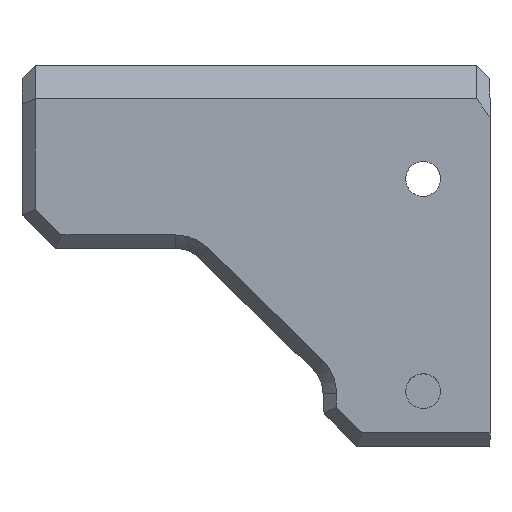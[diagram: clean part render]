
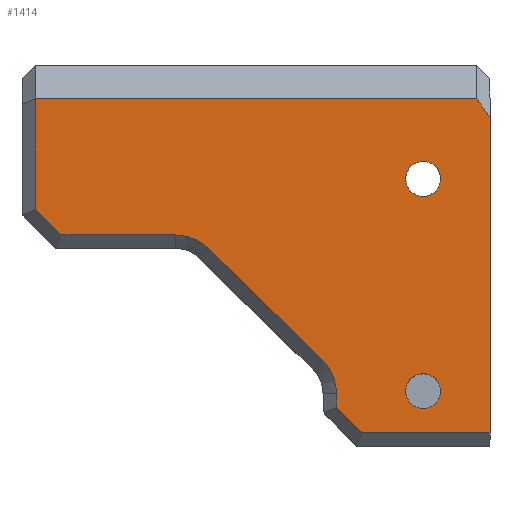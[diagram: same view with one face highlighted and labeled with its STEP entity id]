
A CAD part, top view. The second image highlights one B-rep face of the part: STEP entity #1414.
In plain terms, the highlighted planar face has unit normal (0, 0, 1).
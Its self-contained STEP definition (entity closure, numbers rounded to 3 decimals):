
#1 = EDGE_CURVE ( 'NONE', #2468, #23, #1093, .T. ) ;
#21 = DIRECTION ( 'NONE',  ( -1., 0., 0. ) ) ;
#23 = VERTEX_POINT ( 'NONE', #2360 ) ;
#29 = AXIS2_PLACEMENT_3D ( 'NONE', #283, #1983, #527 ) ;
#37 = CARTESIAN_POINT ( 'NONE',  ( 35., -51.6, -32. ) ) ;
#44 = DIRECTION ( 'NONE',  ( -1., 0., 0. ) ) ;
#106 = DIRECTION ( 'NONE',  ( -0.707, 0.707, 0. ) ) ;
#149 = VERTEX_POINT ( 'NONE', #37 ) ;
#158 = VECTOR ( 'NONE', #2864, 1000. ) ;
#164 = DIRECTION ( 'NONE',  ( -0.707, 0.707, 0. ) ) ;
#179 = ORIENTED_EDGE ( 'NONE', *, *, #493, .F. ) ;
#190 = CARTESIAN_POINT ( 'NONE',  ( 35., -4.428, -32. ) ) ;
#261 = AXIS2_PLACEMENT_3D ( 'NONE', #1200, #666, #1442 ) ;
#281 = EDGE_CURVE ( 'NONE', #3038, #2177, #380, .T. ) ;
#283 = CARTESIAN_POINT ( 'NONE',  ( 25., -13.6, -32. ) ) ;
#288 = CARTESIAN_POINT ( 'NONE',  ( -33., -1.6, -32. ) ) ;
#309 = LINE ( 'NONE', #1282, #1730 ) ;
#341 = ORIENTED_EDGE ( 'NONE', *, *, #1864, .T. ) ;
#380 = LINE ( 'NONE', #2985, #1546 ) ;
#479 = EDGE_CURVE ( 'NONE', #2323, #2332, #1855, .T. ) ;
#489 = CARTESIAN_POINT ( 'NONE',  ( -29.172, -21.99, -32. ) ) ;
#493 = EDGE_CURVE ( 'NONE', #506, #149, #2794, .T. ) ;
#506 = VERTEX_POINT ( 'NONE', #190 ) ;
#527 = DIRECTION ( 'NONE',  ( -1., 0., 0. ) ) ;
#587 = CARTESIAN_POINT ( 'NONE',  ( 25., -13.6, -32. ) ) ;
#597 = CARTESIAN_POINT ( 'NONE',  ( 9.927, -40.7, -32. ) ) ;
#600 = CIRCLE ( 'NONE', #2441, 2.6 ) ;
#601 = DIRECTION ( 'NONE',  ( 0., 0., 1. ) ) ;
#617 = CARTESIAN_POINT ( 'NONE',  ( 0., 0., -32. ) ) ;
#621 = DIRECTION ( 'NONE',  ( -1., 0., 0. ) ) ;
#628 = ORIENTED_EDGE ( 'NONE', *, *, #1253, .F. ) ;
#633 = CARTESIAN_POINT ( 'NONE',  ( 5.03, -45.702, -32. ) ) ;
#653 = CIRCLE ( 'NONE', #261, 2.6 ) ;
#666 = DIRECTION ( 'NONE',  ( 0., 0., -1. ) ) ;
#703 = EDGE_CURVE ( 'NONE', #1695, #2731, #1556, .T. ) ;
#726 = ORIENTED_EDGE ( 'NONE', *, *, #281, .F. ) ;
#747 = CARTESIAN_POINT ( 'NONE',  ( -7.143, -23.988, -32. ) ) ;
#748 = DIRECTION ( 'NONE',  ( -0.715, 0.7, 0. ) ) ;
#770 = ORIENTED_EDGE ( 'NONE', *, *, #1240, .T. ) ;
#783 = CARTESIAN_POINT ( 'NONE',  ( 12.03, -47.772, -32. ) ) ;
#807 = DIRECTION ( 'NONE',  ( -1., 0., 0. ) ) ;
#862 = DIRECTION ( 'NONE',  ( 1., 0., 0. ) ) ;
#870 = ORIENTED_EDGE ( 'NONE', *, *, #1237, .T. ) ;
#907 = VECTOR ( 'NONE', #164, 1000. ) ;
#970 = CARTESIAN_POINT ( 'NONE',  ( -33., -18.162, -32. ) ) ;
#991 = CARTESIAN_POINT ( 'NONE',  ( -33., 3.4, -32. ) ) ;
#1033 = EDGE_CURVE ( 'NONE', #23, #1997, #2391, .T. ) ;
#1038 = DIRECTION ( 'NONE',  ( 0., 1., 0. ) ) ;
#1093 = LINE ( 'NONE', #1424, #1398 ) ;
#1195 = VECTOR ( 'NONE', #1218, 1000. ) ;
#1200 = CARTESIAN_POINT ( 'NONE',  ( 25., -45.35, -32. ) ) ;
#1218 = DIRECTION ( 'NONE',  ( -1., 0., 0. ) ) ;
#1237 = EDGE_CURVE ( 'NONE', #2315, #2411, #600, .T. ) ;
#1240 = EDGE_CURVE ( 'NONE', #2731, #1695, #2040, .T. ) ;
#1253 = EDGE_CURVE ( 'NONE', #2235, #3038, #2191, .T. ) ;
#1282 = CARTESIAN_POINT ( 'NONE',  ( -17.871, -17.871, -32. ) ) ;
#1291 = EDGE_CURVE ( 'NONE', #1446, #2468, #309, .T. ) ;
#1338 = PLANE ( 'NONE',  #2591 ) ;
#1350 = ORIENTED_EDGE ( 'NONE', *, *, #2163, .F. ) ;
#1358 = DIRECTION ( 'NONE',  ( -1., 0., 0. ) ) ;
#1359 = CARTESIAN_POINT ( 'NONE',  ( -12.04, -28.99, -32. ) ) ;
#1383 = AXIS2_PLACEMENT_3D ( 'NONE', #633, #3013, #1358 ) ;
#1398 = VECTOR ( 'NONE', #2405, 1000. ) ;
#1414 = ADVANCED_FACE ( 'NONE', ( #1837, #2762, #2299 ), #1338, .T. ) ;
#1422 = CARTESIAN_POINT ( 'NONE',  ( -33., -21.99, -32. ) ) ;
#1424 = CARTESIAN_POINT ( 'NONE',  ( 12.03, -45.702, -32. ) ) ;
#1442 = DIRECTION ( 'NONE',  ( -1., 0., 0. ) ) ;
#1446 = VERTEX_POINT ( 'NONE', #1540 ) ;
#1456 = LINE ( 'NONE', #1422, #1745 ) ;
#1537 = ORIENTED_EDGE ( 'NONE', *, *, #1, .F. ) ;
#1540 = CARTESIAN_POINT ( 'NONE',  ( 15.858, -51.6, -32. ) ) ;
#1546 = VECTOR ( 'NONE', #862, 1000. ) ;
#1556 = CIRCLE ( 'NONE', #29, 2.6 ) ;
#1603 = EDGE_CURVE ( 'NONE', #2177, #506, #2621, .T. ) ;
#1609 = EDGE_LOOP ( 'NONE', ( #1747, #770 ) ) ;
#1613 = VERTEX_POINT ( 'NONE', #489 ) ;
#1619 = DIRECTION ( 'NONE',  ( 0., -1., 0. ) ) ;
#1625 = ORIENTED_EDGE ( 'NONE', *, *, #1033, .F. ) ;
#1668 = CARTESIAN_POINT ( 'NONE',  ( -7.143, -23.988, -32. ) ) ;
#1671 = CARTESIAN_POINT ( 'NONE',  ( -32., -51.6, -32. ) ) ;
#1679 = CARTESIAN_POINT ( 'NONE',  ( 27.6, -13.6, -32. ) ) ;
#1695 = VERTEX_POINT ( 'NONE', #2915 ) ;
#1730 = VECTOR ( 'NONE', #106, 1000. ) ;
#1745 = VECTOR ( 'NONE', #21, 1000. ) ;
#1747 = ORIENTED_EDGE ( 'NONE', *, *, #703, .T. ) ;
#1795 = VECTOR ( 'NONE', #748, 1000. ) ;
#1819 = EDGE_CURVE ( 'NONE', #149, #1446, #2057, .T. ) ;
#1830 = ORIENTED_EDGE ( 'NONE', *, *, #1291, .F. ) ;
#1837 = FACE_OUTER_BOUND ( 'NONE', #2038, .T. ) ;
#1855 = CIRCLE ( 'NONE', #2108, 7. ) ;
#1864 = EDGE_CURVE ( 'NONE', #2411, #2315, #653, .T. ) ;
#1870 = ORIENTED_EDGE ( 'NONE', *, *, #1603, .F. ) ;
#1962 = CARTESIAN_POINT ( 'NONE',  ( 27.6, -45.35, -32. ) ) ;
#1983 = DIRECTION ( 'NONE',  ( 0., 0., -1. ) ) ;
#1997 = VERTEX_POINT ( 'NONE', #597 ) ;
#2030 = DIRECTION ( 'NONE',  ( -1., 0., 0. ) ) ;
#2038 = EDGE_LOOP ( 'NONE', ( #2086, #2043, #2172, #1625, #1537, #1830, #3003, #179, #1870, #726, #628, #1350 ) ) ;
#2040 = CIRCLE ( 'NONE', #2829, 2.6 ) ;
#2043 = ORIENTED_EDGE ( 'NONE', *, *, #479, .F. ) ;
#2057 = LINE ( 'NONE', #1671, #1195 ) ;
#2086 = ORIENTED_EDGE ( 'NONE', *, *, #2922, .F. ) ;
#2108 = AXIS2_PLACEMENT_3D ( 'NONE', #1359, #2766, #621 ) ;
#2121 = CARTESIAN_POINT ( 'NONE',  ( -12.04, -21.99, -32. ) ) ;
#2163 = EDGE_CURVE ( 'NONE', #1613, #2235, #2557, .T. ) ;
#2172 = ORIENTED_EDGE ( 'NONE', *, *, #2998, .F. ) ;
#2177 = VERTEX_POINT ( 'NONE', #2325 ) ;
#2191 = LINE ( 'NONE', #991, #2879 ) ;
#2235 = VERTEX_POINT ( 'NONE', #970 ) ;
#2236 = DIRECTION ( 'NONE',  ( 0., 0., -1. ) ) ;
#2299 = FACE_BOUND ( 'NONE', #3055, .T. ) ;
#2315 = VERTEX_POINT ( 'NONE', #2417 ) ;
#2323 = VERTEX_POINT ( 'NONE', #747 ) ;
#2325 = CARTESIAN_POINT ( 'NONE',  ( 33., -1.6, -32. ) ) ;
#2332 = VERTEX_POINT ( 'NONE', #2121 ) ;
#2345 = CARTESIAN_POINT ( 'NONE',  ( 21.246, 15.023, -32. ) ) ;
#2360 = CARTESIAN_POINT ( 'NONE',  ( 12.03, -45.702, -32. ) ) ;
#2391 = CIRCLE ( 'NONE', #1383, 7. ) ;
#2405 = DIRECTION ( 'NONE',  ( 0., 1., 0. ) ) ;
#2411 = VERTEX_POINT ( 'NONE', #1962 ) ;
#2417 = CARTESIAN_POINT ( 'NONE',  ( 22.4, -45.35, -32. ) ) ;
#2441 = AXIS2_PLACEMENT_3D ( 'NONE', #2670, #2701, #44 ) ;
#2468 = VERTEX_POINT ( 'NONE', #783 ) ;
#2508 = VECTOR ( 'NONE', #1619, 1000. ) ;
#2557 = LINE ( 'NONE', #2800, #907 ) ;
#2567 = CARTESIAN_POINT ( 'NONE',  ( 35., 3.4, -32. ) ) ;
#2591 = AXIS2_PLACEMENT_3D ( 'NONE', #617, #601, #2030 ) ;
#2621 = LINE ( 'NONE', #2345, #158 ) ;
#2670 = CARTESIAN_POINT ( 'NONE',  ( 25., -45.35, -32. ) ) ;
#2701 = DIRECTION ( 'NONE',  ( 0., 0., -1. ) ) ;
#2731 = VERTEX_POINT ( 'NONE', #1679 ) ;
#2762 = FACE_BOUND ( 'NONE', #1609, .T. ) ;
#2766 = DIRECTION ( 'NONE',  ( 0., 0., 1. ) ) ;
#2794 = LINE ( 'NONE', #2567, #2508 ) ;
#2800 = CARTESIAN_POINT ( 'NONE',  ( -25.581, -25.581, -32. ) ) ;
#2829 = AXIS2_PLACEMENT_3D ( 'NONE', #587, #2236, #807 ) ;
#2846 = LINE ( 'NONE', #1668, #1795 ) ;
#2864 = DIRECTION ( 'NONE',  ( 0.577, -0.816, 0. ) ) ;
#2879 = VECTOR ( 'NONE', #1038, 1000. ) ;
#2915 = CARTESIAN_POINT ( 'NONE',  ( 22.4, -13.6, -32. ) ) ;
#2922 = EDGE_CURVE ( 'NONE', #2332, #1613, #1456, .T. ) ;
#2985 = CARTESIAN_POINT ( 'NONE',  ( 35., -1.6, -32. ) ) ;
#2998 = EDGE_CURVE ( 'NONE', #1997, #2323, #2846, .T. ) ;
#3003 = ORIENTED_EDGE ( 'NONE', *, *, #1819, .F. ) ;
#3013 = DIRECTION ( 'NONE',  ( 0., 0., 1. ) ) ;
#3038 = VERTEX_POINT ( 'NONE', #288 ) ;
#3055 = EDGE_LOOP ( 'NONE', ( #870, #341 ) ) ;
